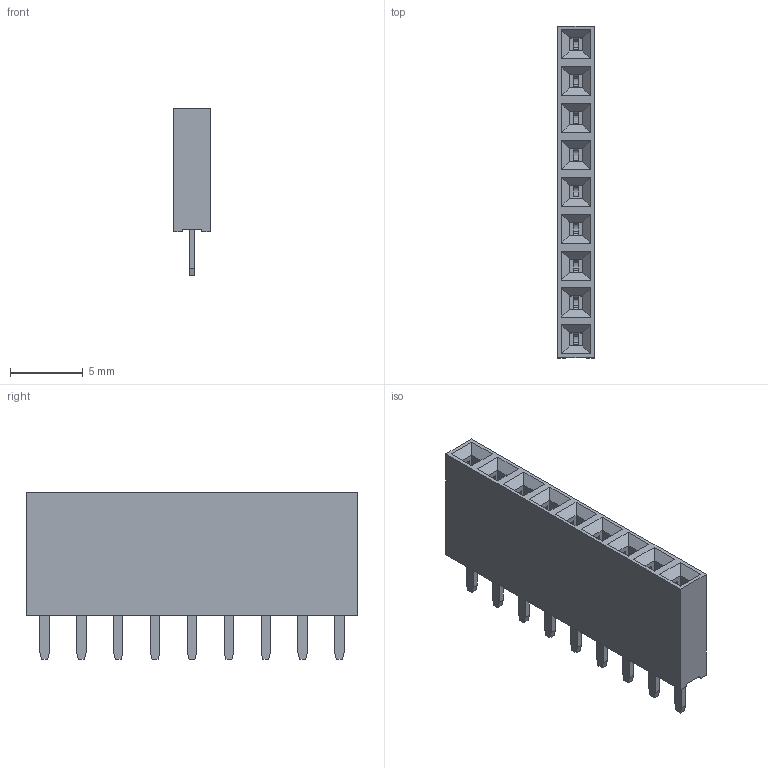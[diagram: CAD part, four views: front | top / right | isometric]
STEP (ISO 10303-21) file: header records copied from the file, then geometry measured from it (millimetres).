
FILE_DESCRIPTION(('FreeCAD Model'),'2;1');
FILE_NAME('Open CASCADE Shape Model','2023-05-12T02:55:32',( 'kicad StepUp'),('ksu MCAD'),'Open CASCADE STEP processor 7.6', 'FreeCAD','Unknown');
FILE_SCHEMA(('AUTOMOTIVE_DESIGN { 1 0 10303 214 1 1 1 1 }'));
Length unit declared in the file: millimetre
Products named in the file (11): Female_Header_1x9_P2.54_H8.5_straight; Pin_One009; Epoxy_Body009; Body068; Body069; Body070; Body071; Body072; Body073; Body074; Body075
Assembly tree (10 placements, depth 2):
  Female_Header_1x9_P2.54_H8.5_straight
    Pin_One009
    Epoxy_Body009
    Body068
    Body069
    Body070
    Body071
    Body072
    Body073
    Body074
    Body075
Bounding box: 2.5 x 22.86 x 11.5 mm (x, y, z)
Volume: 420.4 mm3; surface area: 1248 mm2
Topology: 10 solids, 10 shells, 372 faces, 1038 edges, 686 vertices
Faces by surface type: plane 271, cylinder 65, bspline 36
Entity records: 12081 total; most frequent: CARTESIAN_POINT 2251, ORIENTED_EDGE 2076, DIRECTION 1844, EDGE_CURVE 1038, LINE 854, VECTOR 854, VERTEX_POINT 686, AXIS2_PLACEMENT_3D 495
